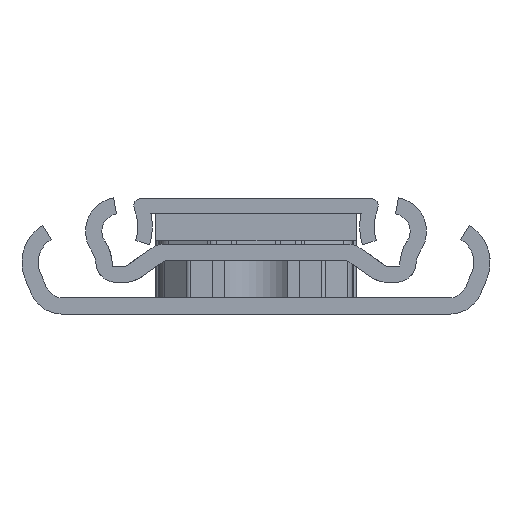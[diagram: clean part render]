
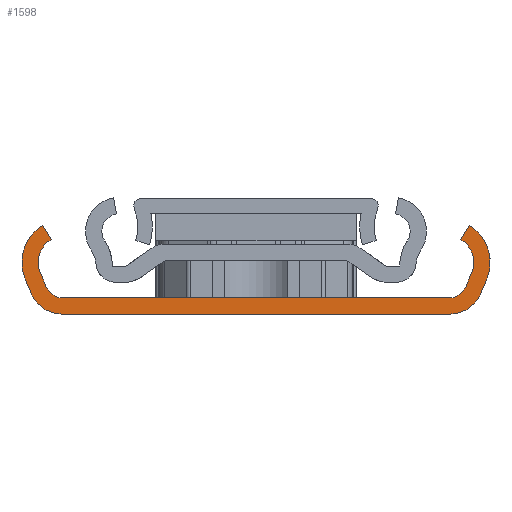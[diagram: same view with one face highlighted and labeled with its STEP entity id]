
A CAD part, left-side view. The second image highlights one B-rep face of the part: STEP entity #1598.
In plain terms, the highlighted planar face has unit normal (-1, 0, 0).
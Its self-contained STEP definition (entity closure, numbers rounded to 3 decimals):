
#44 = EDGE_CURVE ( 'NONE', #1182, #6124, #3358, .T. ) ;
#70 = CIRCLE ( 'NONE', #2191, 4.75 ) ;
#113 = AXIS2_PLACEMENT_3D ( 'NONE', #3184, #7449, #3796 ) ;
#239 = VERTEX_POINT ( 'NONE', #5508 ) ;
#437 = EDGE_CURVE ( 'NONE', #6901, #3181, #7170, .T. ) ;
#551 = EDGE_CURVE ( 'NONE', #1348, #4356, #5052, .T. ) ;
#563 = EDGE_CURVE ( 'NONE', #1182, #4305, #6681, .T. ) ;
#617 = VECTOR ( 'NONE', #1702, 1000. ) ;
#644 = VECTOR ( 'NONE', #3676, 1000. ) ;
#667 = CARTESIAN_POINT ( 'NONE',  ( 0., 23.72, 4.559 ) ) ;
#771 = VERTEX_POINT ( 'NONE', #1304 ) ;
#824 = CIRCLE ( 'NONE', #1384, 1.9 ) ;
#874 = AXIS2_PLACEMENT_3D ( 'NONE', #2016, #1940, #1837 ) ;
#958 = DIRECTION ( 'NONE',  ( 0., 0., -1. ) ) ;
#990 = DIRECTION ( 'NONE',  ( 1., 0., 0. ) ) ;
#1014 = CIRCLE ( 'NONE', #2475, 3.7 ) ;
#1123 = PLANE ( 'NONE',  #6371 ) ;
#1141 = EDGE_CURVE ( 'NONE', #1348, #2440, #7335, .T. ) ;
#1180 = DIRECTION ( 'NONE',  ( 0., 0.387, -0.922 ) ) ;
#1182 = VERTEX_POINT ( 'NONE', #7374 ) ;
#1218 = EDGE_CURVE ( 'NONE', #1231, #6124, #1014, .T. ) ;
#1224 = ORIENTED_EDGE ( 'NONE', *, *, #1218, .T. ) ;
#1231 = VERTEX_POINT ( 'NONE', #1485 ) ;
#1275 = DIRECTION ( 'NONE',  ( -1., 0., 0. ) ) ;
#1299 = VECTOR ( 'NONE', #1311, 1000. ) ;
#1304 = CARTESIAN_POINT ( 'NONE',  ( 0., 24.712, 2.269 ) ) ;
#1311 = DIRECTION ( 'NONE',  ( 0., -0.387, -0.922 ) ) ;
#1330 = ORIENTED_EDGE ( 'NONE', *, *, #1355, .T. ) ;
#1348 = VERTEX_POINT ( 'NONE', #5593 ) ;
#1355 = EDGE_CURVE ( 'NONE', #3377, #771, #6105, .T. ) ;
#1384 = AXIS2_PLACEMENT_3D ( 'NONE', #3673, #2195, #3461 ) ;
#1391 = EDGE_CURVE ( 'NONE', #6152, #2440, #5700, .T. ) ;
#1485 = CARTESIAN_POINT ( 'NONE',  ( 0., -21.3, 0. ) ) ;
#1594 = VECTOR ( 'NONE', #1180, 1000. ) ;
#1598 = ADVANCED_FACE ( 'NONE', ( #2961 ), #1123, .F. ) ;
#1611 = ORIENTED_EDGE ( 'NONE', *, *, #5369, .F. ) ;
#1635 = DIRECTION ( 'NONE',  ( 0., 1., 0. ) ) ;
#1658 = EDGE_CURVE ( 'NONE', #4356, #3181, #824, .T. ) ;
#1702 = DIRECTION ( 'NONE',  ( 0., -0.516, -0.857 ) ) ;
#1706 = AXIS2_PLACEMENT_3D ( 'NONE', #4866, #1275, #5469 ) ;
#1816 = ORIENTED_EDGE ( 'NONE', *, *, #7577, .F. ) ;
#1837 = DIRECTION ( 'NONE',  ( 0., 0., -1. ) ) ;
#1940 = DIRECTION ( 'NONE',  ( -1., 0., 0. ) ) ;
#1975 = AXIS2_PLACEMENT_3D ( 'NONE', #3420, #7684, #4021 ) ;
#2000 = CARTESIAN_POINT ( 'NONE',  ( 0., 21.3, 1.8 ) ) ;
#2016 = CARTESIAN_POINT ( 'NONE',  ( 0., -21.3, 3.7 ) ) ;
#2161 = ORIENTED_EDGE ( 'NONE', *, *, #563, .T. ) ;
#2191 = AXIS2_PLACEMENT_3D ( 'NONE', #4582, #990, #5189 ) ;
#2195 = DIRECTION ( 'NONE',  ( 1., 0., 0. ) ) ;
#2362 = VERTEX_POINT ( 'NONE', #6581 ) ;
#2382 = DIRECTION ( 'NONE',  ( 0., -0.387, -0.922 ) ) ;
#2440 = VERTEX_POINT ( 'NONE', #5397 ) ;
#2465 = ORIENTED_EDGE ( 'NONE', *, *, #1391, .T. ) ;
#2475 = AXIS2_PLACEMENT_3D ( 'NONE', #5098, #5954, #958 ) ;
#2613 = DIRECTION ( 'NONE',  ( 0., 0., -1. ) ) ;
#2656 = CARTESIAN_POINT ( 'NONE',  ( 0., -23.72, 4.559 ) ) ;
#2682 = CIRCLE ( 'NONE', #113, 3.7 ) ;
#2956 = EDGE_CURVE ( 'NONE', #3687, #5373, #5027, .T. ) ;
#2961 = FACE_OUTER_BOUND ( 'NONE', #6342, .T. ) ;
#2964 = CARTESIAN_POINT ( 'NONE',  ( 0., -25.38, 3.863 ) ) ;
#3009 = ORIENTED_EDGE ( 'NONE', *, *, #1141, .F. ) ;
#3087 = DIRECTION ( 'NONE',  ( -1., 0., 0. ) ) ;
#3163 = ORIENTED_EDGE ( 'NONE', *, *, #44, .F. ) ;
#3175 = EDGE_CURVE ( 'NONE', #4305, #239, #5296, .T. ) ;
#3181 = VERTEX_POINT ( 'NONE', #6717 ) ;
#3184 = CARTESIAN_POINT ( 'NONE',  ( 0., 21.3, 3.7 ) ) ;
#3261 = VECTOR ( 'NONE', #1635, 1000. ) ;
#3358 = LINE ( 'NONE', #2964, #1594 ) ;
#3377 = VERTEX_POINT ( 'NONE', #5645 ) ;
#3420 = CARTESIAN_POINT ( 'NONE',  ( 0., 21., 5.7 ) ) ;
#3461 = DIRECTION ( 'NONE',  ( 0., 0., -1. ) ) ;
#3469 = ORIENTED_EDGE ( 'NONE', *, *, #1658, .T. ) ;
#3497 = CIRCLE ( 'NONE', #1706, 2.95 ) ;
#3501 = VECTOR ( 'NONE', #4228, 1000. ) ;
#3646 = CARTESIAN_POINT ( 'NONE',  ( 0., -23.449, 9.77 ) ) ;
#3673 = CARTESIAN_POINT ( 'NONE',  ( 0., 21.3, 3.7 ) ) ;
#3676 = DIRECTION ( 'NONE',  ( 0., 1., 0. ) ) ;
#3687 = VERTEX_POINT ( 'NONE', #4273 ) ;
#3781 = ORIENTED_EDGE ( 'NONE', *, *, #2956, .F. ) ;
#3796 = DIRECTION ( 'NONE',  ( 0., 0., -1. ) ) ;
#3907 = CARTESIAN_POINT ( 'NONE',  ( 0., 25.38, 3.863 ) ) ;
#3911 = VECTOR ( 'NONE', #2382, 1000. ) ;
#3925 = ORIENTED_EDGE ( 'NONE', *, *, #3979, .F. ) ;
#3979 = EDGE_CURVE ( 'NONE', #3377, #3687, #70, .T. ) ;
#4021 = DIRECTION ( 'NONE',  ( 0., 0., -1. ) ) ;
#4085 = CARTESIAN_POINT ( 'NONE',  ( 0., -24.712, 2.269 ) ) ;
#4089 = VECTOR ( 'NONE', #7676, 1000. ) ;
#4228 = DIRECTION ( 'NONE',  ( 0., 0.516, -0.857 ) ) ;
#4273 = CARTESIAN_POINT ( 'NONE',  ( 0., 23.449, 9.77 ) ) ;
#4274 = CARTESIAN_POINT ( 'NONE',  ( 0., 21., 5.7 ) ) ;
#4305 = VERTEX_POINT ( 'NONE', #4965 ) ;
#4325 = DIRECTION ( 'NONE',  ( 1., 0., 0. ) ) ;
#4356 = VERTEX_POINT ( 'NONE', #2000 ) ;
#4514 = ORIENTED_EDGE ( 'NONE', *, *, #551, .T. ) ;
#4582 = CARTESIAN_POINT ( 'NONE',  ( 0., 21., 5.7 ) ) ;
#4866 = CARTESIAN_POINT ( 'NONE',  ( 0., -21., 5.7 ) ) ;
#4965 = CARTESIAN_POINT ( 'NONE',  ( 0., -23.449, 9.77 ) ) ;
#5027 = LINE ( 'NONE', #5287, #617 ) ;
#5052 = LINE ( 'NONE', #7322, #644 ) ;
#5098 = CARTESIAN_POINT ( 'NONE',  ( 0., -21.3, 3.7 ) ) ;
#5189 = DIRECTION ( 'NONE',  ( 0., 0., -1. ) ) ;
#5226 = CARTESIAN_POINT ( 'NONE',  ( 0., 0., 0. ) ) ;
#5287 = CARTESIAN_POINT ( 'NONE',  ( 0., 23.449, 9.77 ) ) ;
#5296 = LINE ( 'NONE', #3646, #3501 ) ;
#5339 = AXIS2_PLACEMENT_3D ( 'NONE', #6745, #3087, #7346 ) ;
#5369 = EDGE_CURVE ( 'NONE', #6152, #239, #3497, .T. ) ;
#5373 = VERTEX_POINT ( 'NONE', #5439 ) ;
#5397 = CARTESIAN_POINT ( 'NONE',  ( 0., -23.052, 2.965 ) ) ;
#5439 = CARTESIAN_POINT ( 'NONE',  ( 0., 22.521, 8.228 ) ) ;
#5469 = DIRECTION ( 'NONE',  ( 0., 0., -1. ) ) ;
#5508 = CARTESIAN_POINT ( 'NONE',  ( 0., -22.521, 8.228 ) ) ;
#5593 = CARTESIAN_POINT ( 'NONE',  ( 0., -21.3, 1.8 ) ) ;
#5639 = ORIENTED_EDGE ( 'NONE', *, *, #3175, .T. ) ;
#5645 = CARTESIAN_POINT ( 'NONE',  ( 0., 25.38, 3.863 ) ) ;
#5700 = LINE ( 'NONE', #2656, #4089 ) ;
#5913 = LINE ( 'NONE', #5226, #3261 ) ;
#5954 = DIRECTION ( 'NONE',  ( -1., 0., 0. ) ) ;
#5984 = CARTESIAN_POINT ( 'NONE',  ( 0., 23.72, 4.559 ) ) ;
#6001 = CIRCLE ( 'NONE', #1975, 2.95 ) ;
#6105 = LINE ( 'NONE', #3907, #1299 ) ;
#6124 = VERTEX_POINT ( 'NONE', #4085 ) ;
#6152 = VERTEX_POINT ( 'NONE', #7188 ) ;
#6342 = EDGE_LOOP ( 'NONE', ( #3925, #1330, #1816, #6888, #1224, #3163, #2161, #5639, #1611, #2465, #3009, #4514, #3469, #7200, #7773, #3781 ) ) ;
#6371 = AXIS2_PLACEMENT_3D ( 'NONE', #4274, #4325, #2613 ) ;
#6581 = CARTESIAN_POINT ( 'NONE',  ( 0., 21.3, 0. ) ) ;
#6622 = EDGE_CURVE ( 'NONE', #1231, #2362, #5913, .T. ) ;
#6681 = CIRCLE ( 'NONE', #5339, 4.75 ) ;
#6717 = CARTESIAN_POINT ( 'NONE',  ( 0., 23.052, 2.965 ) ) ;
#6745 = CARTESIAN_POINT ( 'NONE',  ( 0., -21., 5.7 ) ) ;
#6888 = ORIENTED_EDGE ( 'NONE', *, *, #6622, .F. ) ;
#6901 = VERTEX_POINT ( 'NONE', #667 ) ;
#7170 = LINE ( 'NONE', #5984, #3911 ) ;
#7188 = CARTESIAN_POINT ( 'NONE',  ( 0., -23.72, 4.559 ) ) ;
#7200 = ORIENTED_EDGE ( 'NONE', *, *, #437, .F. ) ;
#7322 = CARTESIAN_POINT ( 'NONE',  ( 0., 0., 1.8 ) ) ;
#7335 = CIRCLE ( 'NONE', #874, 1.9 ) ;
#7346 = DIRECTION ( 'NONE',  ( 0., 0., -1. ) ) ;
#7374 = CARTESIAN_POINT ( 'NONE',  ( 0., -25.38, 3.863 ) ) ;
#7449 = DIRECTION ( 'NONE',  ( 1., 0., 0. ) ) ;
#7577 = EDGE_CURVE ( 'NONE', #2362, #771, #2682, .T. ) ;
#7676 = DIRECTION ( 'NONE',  ( 0., 0.387, -0.922 ) ) ;
#7684 = DIRECTION ( 'NONE',  ( 1., 0., 0. ) ) ;
#7772 = EDGE_CURVE ( 'NONE', #6901, #5373, #6001, .T. ) ;
#7773 = ORIENTED_EDGE ( 'NONE', *, *, #7772, .T. ) ;
